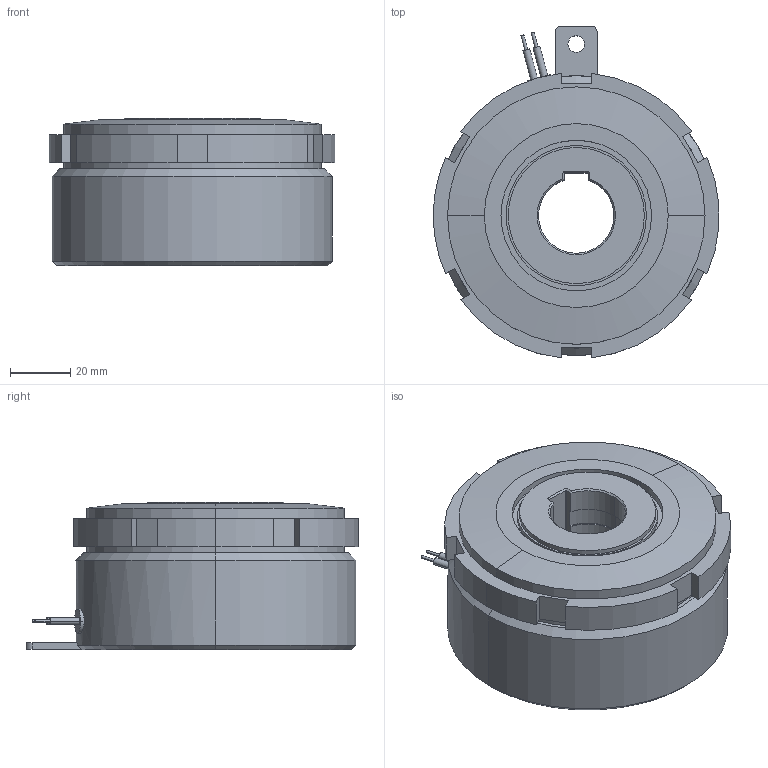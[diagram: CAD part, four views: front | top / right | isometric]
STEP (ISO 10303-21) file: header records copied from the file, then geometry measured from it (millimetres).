
FILE_DESCRIPTION (( 'STEP AP203' ), '1' );
FILE_NAME ('MDC 2.5_23163000.STEP', '2020-03-05T05:13:57', ( '' ), ( '' ), 'SwSTEP 2.0', 'SolidWorks 2018', '' );
FILE_SCHEMA (( 'CONFIG_CONTROL_DESIGN' ));
Length unit declared in the file: millimetre
Products named in the file (1): MDC 2.5_23163000
Bounding box: 94.83 x 110.24 x 49 mm (x, y, z)
Volume: 291762.2 mm3; surface area: 34800.3 mm2
Topology: 1 solids, 1 shells, 131 faces, 318 edges, 204 vertices
Faces by surface type: cylinder 59, plane 55, cone 17
Entity records: 4010 total; most frequent: CARTESIAN_POINT 744, DIRECTION 707, ORIENTED_EDGE 636, EDGE_CURVE 318, AXIS2_PLACEMENT_3D 267, VERTEX_POINT 204, VECTOR 173, LINE 173
